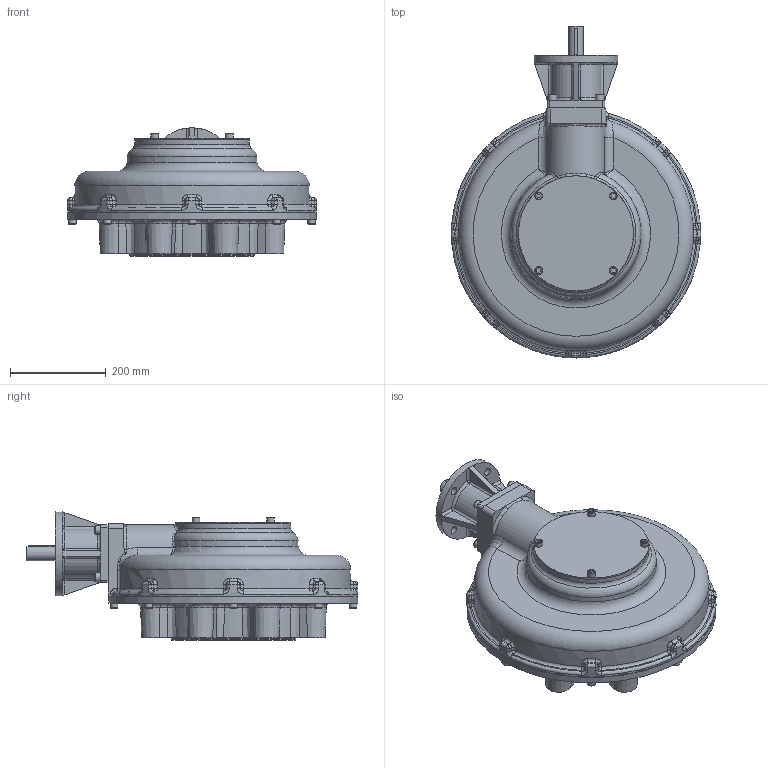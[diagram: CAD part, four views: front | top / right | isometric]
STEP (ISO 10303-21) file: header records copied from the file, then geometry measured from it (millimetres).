
FILE_DESCRIPTION(/* description */ ('Unknown'),/* implementation_level */ '2;1');
FILE_NAME(/* name */ 'PUBIB12-F14-F35_simplified',/* time_stamp */ '2015-12-10T09:08:38+00:00',/* author */ ('Unknown'),/* organization */ ('Unknown'),/* preprocessor_version */ 'ST-DEVELOPER v16',/* originating_system */ 'DEX',/* authorisation */ $);
FILE_SCHEMA (('AUTOMOTIVE_DESIGN {1 0 10303 214 3 1 1}'));
Length unit declared in the file: millimetre
Products named in the file (1): PUBIB12-F14-F35_simplified
Bounding box: 520 x 692.73 x 268 mm (x, y, z)
Surface area: 1011202.1 mm2 (no closed solid volume)
Topology: 0 solids, 34 shells, 622 faces, 1573 edges, 948 vertices
Faces by surface type: plane 205, cylinder 145, torus 92, bspline 86, cone 48, sphere 46
Full cylindrical faces by diameter (mm): 6.647 x1, 16 x12, 16.5 x4, 18 x4, 26.211 x8, 30 x1, 50 x1, 100 x1, 130 x1, 175 x1, 240 x1, 259.95 x1, 279.9 x1, 520 x1
Entity records: 30126 total; most frequent: CARTESIAN_POINT 12468, DIRECTION 2871, ORIENTED_EDGE 2714, EDGE_CURVE 1408, AXIS2_PLACEMENT_3D 1172, VERTEX_POINT 914, FACE_BOUND 776, EDGE_LOOP 767
